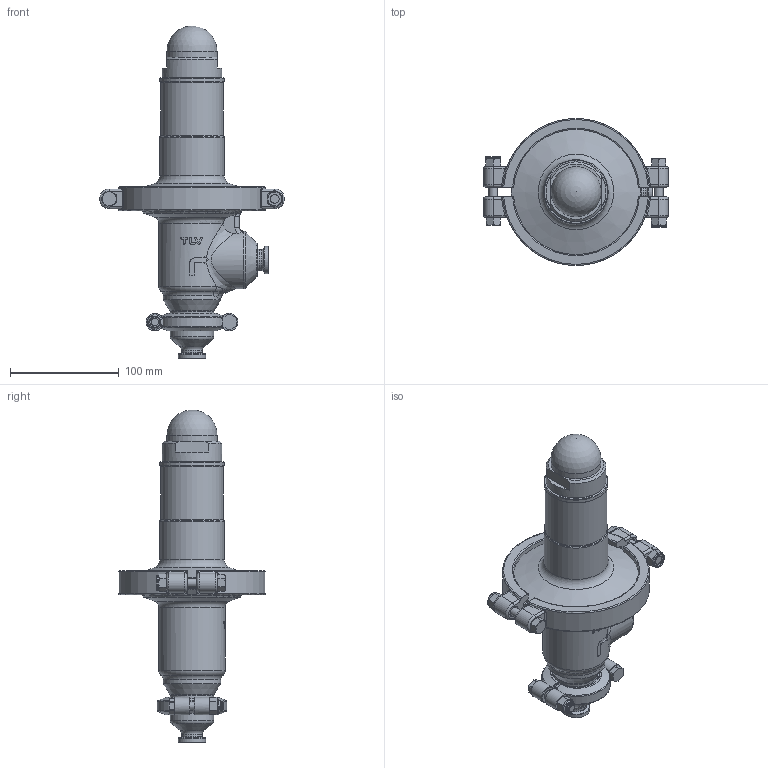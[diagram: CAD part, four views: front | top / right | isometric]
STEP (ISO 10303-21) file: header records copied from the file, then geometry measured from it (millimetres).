
FILE_DESCRIPTION(/* description */ (''),/* implementation_level */ '2;1');
FILE_NAME(/* name */ 'dr800-015-a0000-00.stp',/* time_stamp */ '2026-01-09T10:44:07+09:00',/* author */ ('shibuya'),/* organization */ (''),/* preprocessor_version */ 'ST-DEVELOPER v20',/* originating_system */ 'Autodesk Inventor 2025',/* authorisation */ '');
FILE_SCHEMA (('AUTOMOTIVE_DESIGN { 1 0 10303 214 3 1 1 }'));
Length unit declared in the file: millimetre
Products named in the file (1): dr800-015-a0000-00
Bounding box: 170 x 134.93 x 305 mm (x, y, z)
Volume: 1031019.1 mm3; surface area: 151980 mm2
Topology: 3 solids, 3 shells, 603 faces, 1423 edges, 856 vertices
Faces by surface type: plane 195, cylinder 159, torus 92, cone 76, bspline 56, sphere 25
Full cylindrical faces by diameter (mm): 7 x14, 8 x4, 9 x4, 9.4 x2, 9.436 x2, 10.5 x4, 12.491 x2, 13 x2, 14 x2, 19.05 x1, 19.1 x1, 21.8 x1, 22.12 x1, 25 x2, 40 x2, 46 x1, 50.5 x2, 53 x2, 55 x1, 57 x1, 59 x2, 119 x2
Entity records: 22574 total; most frequent: CARTESIAN_POINT 9016, DIRECTION 2869, ORIENTED_EDGE 2844, EDGE_CURVE 1422, AXIS2_PLACEMENT_3D 1197, VERTEX_POINT 856, EDGE_LOOP 640, CIRCLE 605
